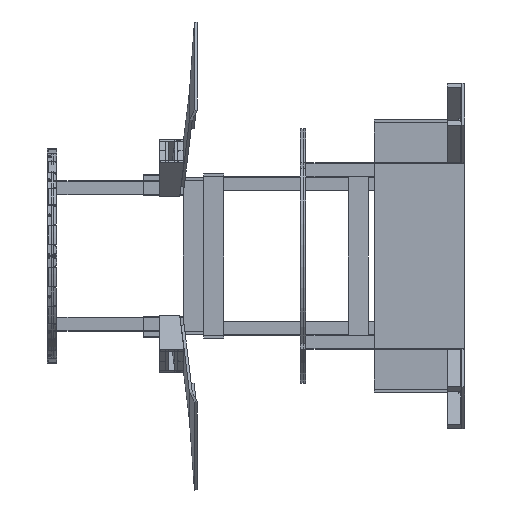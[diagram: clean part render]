
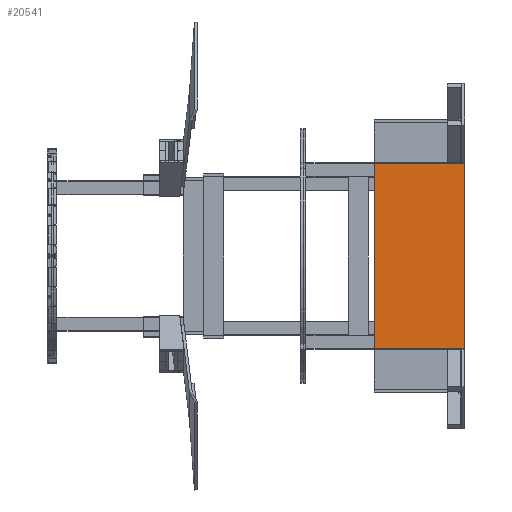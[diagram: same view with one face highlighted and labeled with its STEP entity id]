
A CAD part, left-side view. The second image highlights one B-rep face of the part: STEP entity #20541.
In plain terms, the highlighted face is planar.
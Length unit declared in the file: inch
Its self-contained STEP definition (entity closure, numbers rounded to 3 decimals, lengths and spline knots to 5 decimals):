
#141 = DIRECTION ( 'NONE',  ( 1., 0., 0. ) ) ;
#274 = ORIENTED_EDGE ( 'NONE', *, *, #8912, .F. ) ;
#312 = LINE ( 'NONE', #9270, #28182 ) ;
#788 = DIRECTION ( 'NONE',  ( 0., 0., 1. ) ) ;
#2112 = EDGE_CURVE ( 'NONE', #34285, #30203, #5877, .T. ) ;
#2834 = VECTOR ( 'NONE', #21044, 39.37008 ) ;
#3100 = CARTESIAN_POINT ( 'NONE',  ( 23.0625, 0., 0. ) ) ;
#4136 = ORIENTED_EDGE ( 'NONE', *, *, #17504, .F. ) ;
#5549 = FACE_OUTER_BOUND ( 'NONE', #30226, .T. ) ;
#5877 = LINE ( 'NONE', #3100, #6726 ) ;
#6024 = CARTESIAN_POINT ( 'NONE',  ( 23.0625, 0., 0. ) ) ;
#6565 = VERTEX_POINT ( 'NONE', #34536 ) ;
#6726 = VECTOR ( 'NONE', #141, 39.37008 ) ;
#7231 = CARTESIAN_POINT ( 'NONE',  ( -23.0625, 0., 0. ) ) ;
#8912 = EDGE_CURVE ( 'NONE', #31936, #6565, #21109, .T. ) ;
#9270 = CARTESIAN_POINT ( 'NONE',  ( -23.0625, 0., 0. ) ) ;
#11355 = ORIENTED_EDGE ( 'NONE', *, *, #24704, .F. ) ;
#11661 = CARTESIAN_POINT ( 'NONE',  ( 23.0625, 0., 0. ) ) ;
#12439 = ORIENTED_EDGE ( 'NONE', *, *, #2112, .F. ) ;
#12829 = CARTESIAN_POINT ( 'NONE',  ( 0., 0., 0. ) ) ;
#12895 = VECTOR ( 'NONE', #27078, 39.37008 ) ;
#13014 = PLANE ( 'NONE',  #36770 ) ;
#17504 = EDGE_CURVE ( 'NONE', #6565, #34285, #312, .T. ) ;
#20541 = ADVANCED_FACE ( 'NONE', ( #5549 ), #13014, .F. ) ;
#21044 = DIRECTION ( 'NONE',  ( 0., 1., 0. ) ) ;
#21065 = DIRECTION ( 'NONE',  ( 0., -1., 0. ) ) ;
#21109 = LINE ( 'NONE', #24585, #12895 ) ;
#24585 = CARTESIAN_POINT ( 'NONE',  ( 23.0625, 22.5, 0. ) ) ;
#24704 = EDGE_CURVE ( 'NONE', #30203, #31936, #35441, .T. ) ;
#25485 = CARTESIAN_POINT ( 'NONE',  ( 23.0625, 22.5, 0. ) ) ;
#27078 = DIRECTION ( 'NONE',  ( -1., 0., 0. ) ) ;
#28182 = VECTOR ( 'NONE', #21065, 39.37008 ) ;
#30203 = VERTEX_POINT ( 'NONE', #11661 ) ;
#30226 = EDGE_LOOP ( 'NONE', ( #11355, #12439, #4136, #274 ) ) ;
#31936 = VERTEX_POINT ( 'NONE', #25485 ) ;
#34285 = VERTEX_POINT ( 'NONE', #7231 ) ;
#34536 = CARTESIAN_POINT ( 'NONE',  ( -23.0625, 22.5, 0. ) ) ;
#35441 = LINE ( 'NONE', #6024, #2834 ) ;
#36690 = DIRECTION ( 'NONE',  ( 1., 0., 0. ) ) ;
#36770 = AXIS2_PLACEMENT_3D ( 'NONE', #12829, #788, #36690 ) ;
